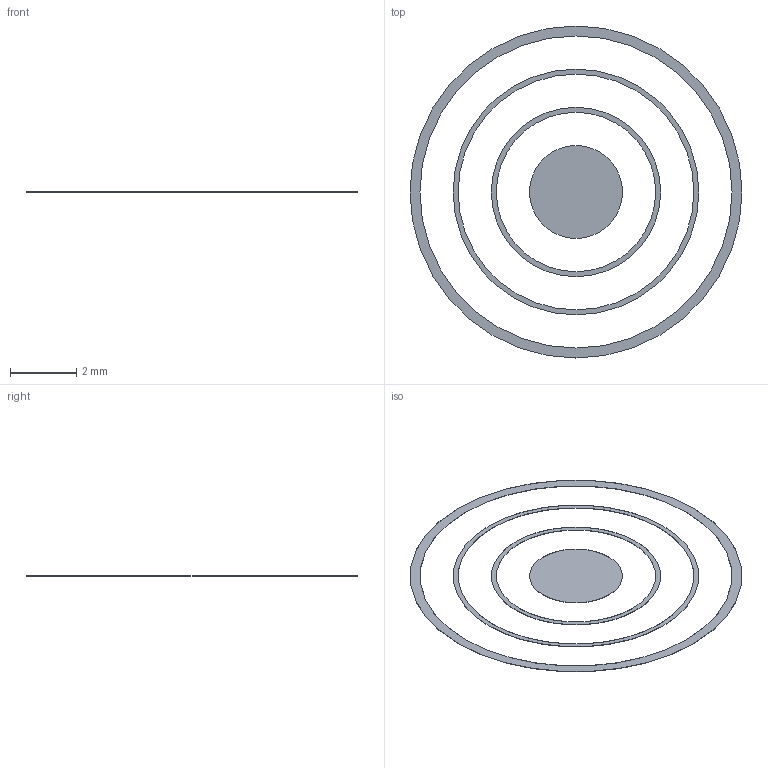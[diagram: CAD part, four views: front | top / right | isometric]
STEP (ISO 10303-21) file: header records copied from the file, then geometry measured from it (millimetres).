
FILE_DESCRIPTION (( 'STEP AP214' ), '1' );
FILE_NAME ('TouchKey10mm_SilkS.STEP', '2020-07-31T12:05:46', ( 'Elessar' ), ( '' ), 'SwSTEP 2.0', 'SolidWorks 2018', '' );
FILE_SCHEMA (( 'AUTOMOTIVE_DESIGN' ));
Length unit declared in the file: millimetre
Products named in the file (1): TouchKey10mm_SilkS
Bounding box: 10 x 10 x 0.01 mm (x, y, z)
Volume: 0.2 mm3; surface area: 43.6 mm2
Topology: 4 solids, 4 shells, 22 faces, 42 edges, 28 vertices
Faces by surface type: cylinder 14, plane 8
Entity records: 647 total; most frequent: DIRECTION 116, CARTESIAN_POINT 93, ORIENTED_EDGE 84, AXIS2_PLACEMENT_3D 51, EDGE_CURVE 42, VERTEX_POINT 28, CIRCLE 28, EDGE_LOOP 28
